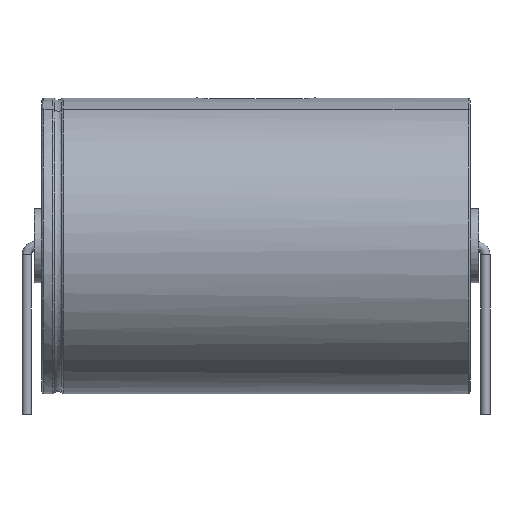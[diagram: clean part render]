
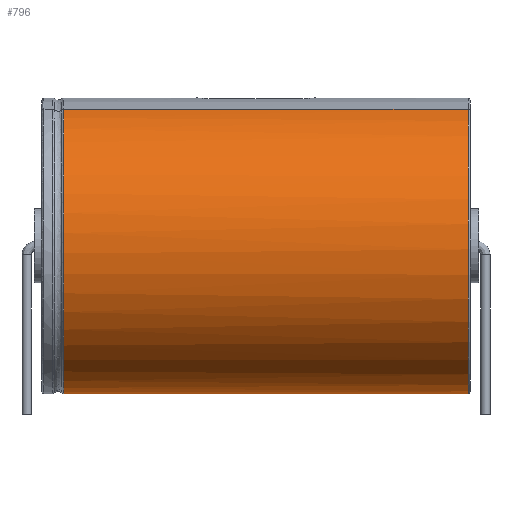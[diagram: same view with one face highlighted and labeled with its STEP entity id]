
A CAD part, front view. The second image highlights one B-rep face of the part: STEP entity #796.
In plain terms, the highlighted cylindrical face has radius 14.5 mm (diameter 29 mm), a partial arc.
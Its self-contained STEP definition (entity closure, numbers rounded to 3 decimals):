
#222=DIRECTION('',(-1.,0.,0.));
#236=DIRECTION('',(0.,0.383,0.924));
#339=VECTOR('',#340,1.);
#340=DIRECTION('',(1.,0.,0.));
#655=VERTEX_POINT('',#656);
#656=CARTESIAN_POINT('',(-18.865,5.549,27.896));
#666=ORIENTED_EDGE('',*,*,#667,.T.);
#667=EDGE_CURVE('',#655,#668,#670,.T.);
#668=VERTEX_POINT('',#669);
#669=CARTESIAN_POINT('',(-18.865,-5.549,27.896));
#670=B_SPLINE_CURVE_WITH_KNOTS('',13,(#671,#672,#673,#674,#675,#676,#677,#678,#679,#680,#681,#682,#683,#684,#685,#686,#687,#688,#689,#690,#691,#692,#693,#694,#695,#696,#697,#698,#699,#700,#701,#702,#703,#704,#705,#706,#707,#708),.UNSPECIFIED.,.F.,.F.,(14,12,12,14),(-3.397,0.,79.718,83.114),.UNSPECIFIED.);
#671=CARTESIAN_POINT('',(-18.865,2.411,29.196));
#672=CARTESIAN_POINT('',(-18.865,2.654,29.095));
#673=CARTESIAN_POINT('',(-18.865,2.897,28.995));
#674=CARTESIAN_POINT('',(-18.865,3.139,28.894));
#675=CARTESIAN_POINT('',(-18.865,3.381,28.794));
#676=CARTESIAN_POINT('',(-18.865,3.623,28.694));
#677=CARTESIAN_POINT('',(-18.865,3.865,28.594));
#678=CARTESIAN_POINT('',(-18.865,4.106,28.494));
#679=CARTESIAN_POINT('',(-18.865,4.348,28.394));
#680=CARTESIAN_POINT('',(-18.865,4.588,28.294));
#681=CARTESIAN_POINT('',(-18.865,4.829,28.194));
#682=CARTESIAN_POINT('',(-18.865,5.069,28.095));
#683=CARTESIAN_POINT('',(-18.865,5.309,27.996));
#684=CARTESIAN_POINT('',(-18.865,11.175,25.566));
#685=CARTESIAN_POINT('',(-18.865,15.821,20.642));
#686=CARTESIAN_POINT('',(-18.865,18.07,13.575));
#687=CARTESIAN_POINT('',(-18.865,16.814,5.724));
#688=CARTESIAN_POINT('',(-18.865,12.001,-0.903));
#689=CARTESIAN_POINT('',(-18.865,4.569,-5.119));
#690=CARTESIAN_POINT('',(-18.865,-4.569,-5.119));
#691=CARTESIAN_POINT('',(-18.865,-12.001,-0.903));
#692=CARTESIAN_POINT('',(-18.865,-16.814,5.724));
#693=CARTESIAN_POINT('',(-18.865,-18.07,13.575));
#694=CARTESIAN_POINT('',(-18.865,-15.821,20.642));
#695=CARTESIAN_POINT('',(-18.865,-11.175,25.566));
#696=CARTESIAN_POINT('',(-18.865,-5.309,27.996));
#697=CARTESIAN_POINT('',(-18.865,-5.069,28.095));
#698=CARTESIAN_POINT('',(-18.865,-4.829,28.194));
#699=CARTESIAN_POINT('',(-18.865,-4.588,28.294));
#700=CARTESIAN_POINT('',(-18.865,-4.348,28.394));
#701=CARTESIAN_POINT('',(-18.865,-4.106,28.494));
#702=CARTESIAN_POINT('',(-18.865,-3.865,28.594));
#703=CARTESIAN_POINT('',(-18.865,-3.623,28.694));
#704=CARTESIAN_POINT('',(-18.865,-3.381,28.794));
#705=CARTESIAN_POINT('',(-18.865,-3.139,28.894));
#706=CARTESIAN_POINT('',(-18.865,-2.897,28.995));
#707=CARTESIAN_POINT('',(-18.865,-2.654,29.095));
#708=CARTESIAN_POINT('',(-18.865,-2.411,29.196));
#796=ADVANCED_FACE('',(#797),#816,.T.);
#797=FACE_BOUND('',#798,.F.);
#798=EDGE_LOOP('',(#799,#666,#805,#811));
#799=ORIENTED_EDGE('',*,*,#800,.F.);
#800=EDGE_CURVE('',#655,#801,#803,.T.);
#801=VERTEX_POINT('',#802);
#802=CARTESIAN_POINT('',(20.8,5.549,27.896));
#803=LINE('',#804,#339);
#804=CARTESIAN_POINT('',(-19.,5.549,27.896));
#805=ORIENTED_EDGE('',*,*,#806,.T.);
#806=EDGE_CURVE('',#668,#807,#809,.T.);
#807=VERTEX_POINT('',#808);
#808=CARTESIAN_POINT('',(20.8,-5.549,27.896));
#809=LINE('',#810,#339);
#810=CARTESIAN_POINT('',(-19.,-5.549,27.896));
#811=ORIENTED_EDGE('',*,*,#812,.F.);
#812=EDGE_CURVE('',#801,#807,#813,.T.);
#813=CIRCLE('',#814,14.5);
#814=AXIS2_PLACEMENT_3D('',#815,#222,#236);
#815=CARTESIAN_POINT('',(20.8,0.,14.5));
#816=CYLINDRICAL_SURFACE('',#817,14.5);
#817=AXIS2_PLACEMENT_3D('',#818,#340,#236);
#818=CARTESIAN_POINT('',(-19.,0.,14.5));
